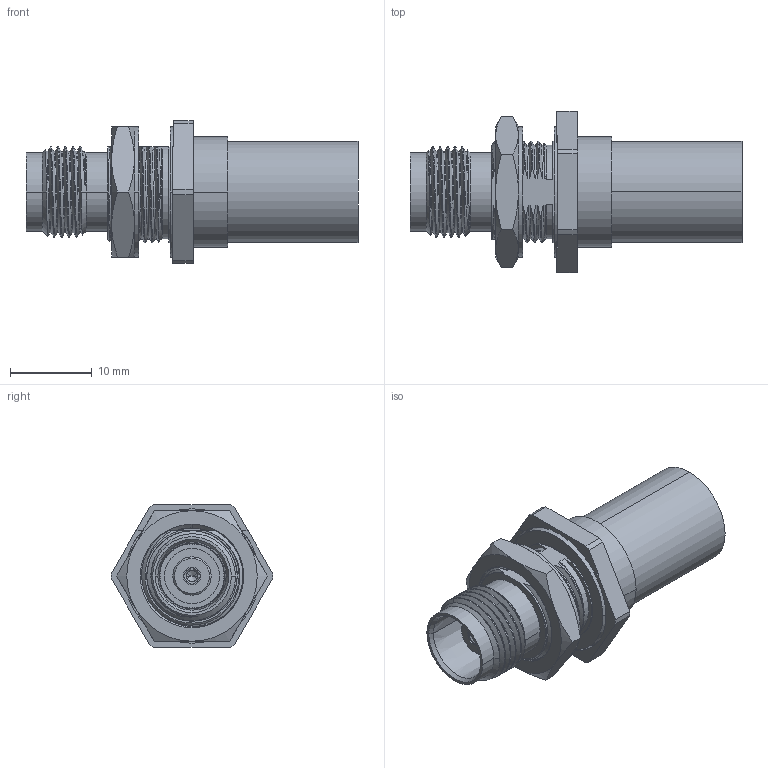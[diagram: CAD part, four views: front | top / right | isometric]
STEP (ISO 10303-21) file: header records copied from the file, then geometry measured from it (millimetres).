
FILE_DESCRIPTION((''),'2;1');
FILE_NAME('31-6874_SW0001','2020-04-24T',('Viji'),(''),'CREO PARAMETRIC BY PTC INC, 2018360','CREO PARAMETRIC BY PTC INC, 2018360','');
FILE_SCHEMA(('CONFIG_CONTROL_DESIGN'));
Length unit declared in the file: inch
Products named in the file (1): 31-6874_SW0001
Bounding box: 40.73 x 19.8 x 17.46 mm (x, y, z)
Volume: 4224.1 mm3; surface area: 3639.3 mm2
Topology: 1 solids, 1 shells, 512 faces, 1468 edges, 967 vertices
Faces by surface type: plane 250, cone 116, cylinder 102, bspline 44
Entity records: 25327 total; most frequent: CARTESIAN_POINT 12329, ORIENTED_EDGE 2932, DIRECTION 2441, EDGE_CURVE 1466, VERTEX_POINT 967, AXIS2_PLACEMENT_3D 845, VECTOR 751, LINE 751
